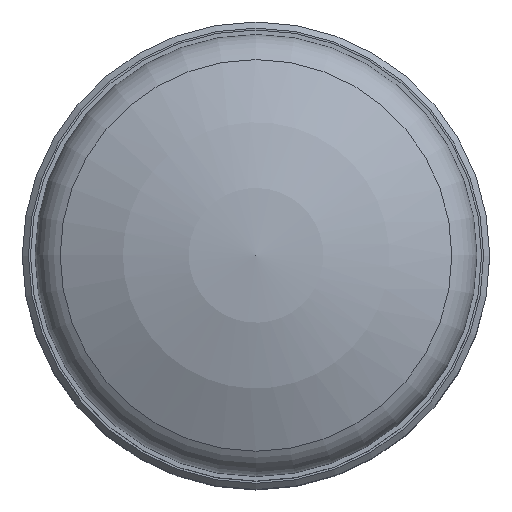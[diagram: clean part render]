
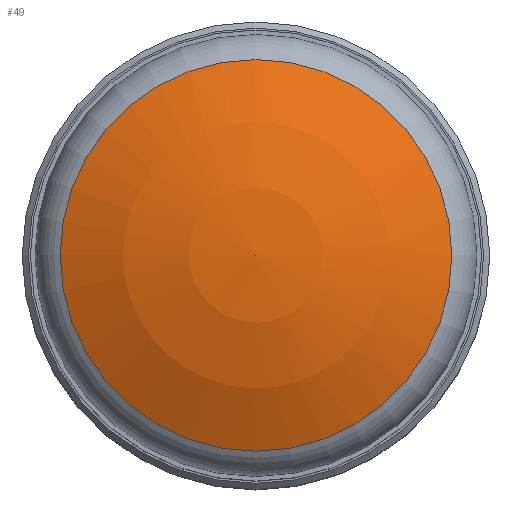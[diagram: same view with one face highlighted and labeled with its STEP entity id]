
A CAD part, top view. The second image highlights one B-rep face of the part: STEP entity #49.
In plain terms, the highlighted spherical face has radius 108 mm.
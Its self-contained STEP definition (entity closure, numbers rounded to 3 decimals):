
#49 = ADVANCED_FACE( '', ( #105 ), #106, .T. );
#105 = FACE_OUTER_BOUND( '', #169, .T. );
#106 = SPHERICAL_SURFACE( '', #170, 108. );
#169 = EDGE_LOOP( '', ( #237 ) );
#170 = AXIS2_PLACEMENT_3D( '', #238, #239, #240 );
#237 = ORIENTED_EDGE( '', *, *, #299, .F. );
#238 = CARTESIAN_POINT( '', ( 0., 0., 0. ) );
#239 = DIRECTION( '', ( 0., 0., -1. ) );
#240 = DIRECTION( '', ( -1., 0., 0. ) );
#299 = EDGE_CURVE( '', #330, #330, #331, .T. );
#330 = VERTEX_POINT( '', #371 );
#331 = CIRCLE( '', #372, 47.752 );
#371 = CARTESIAN_POINT( '', ( -47.752, 0., 96.87 ) );
#372 = AXIS2_PLACEMENT_3D( '', #412, #413, #414 );
#412 = CARTESIAN_POINT( '', ( 0., 0., 96.87 ) );
#413 = DIRECTION( '', ( 0., 0., -1. ) );
#414 = DIRECTION( '', ( -1., 0., 0. ) );
